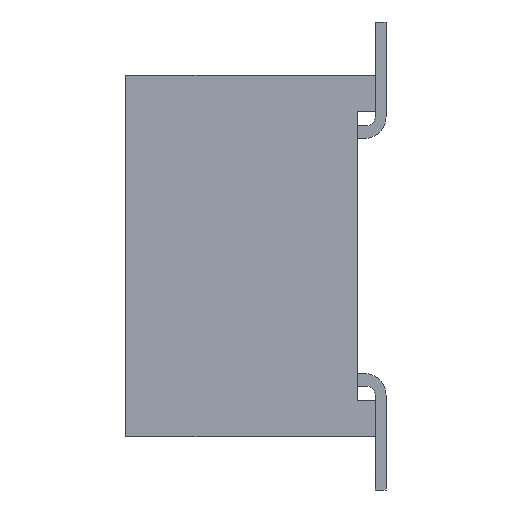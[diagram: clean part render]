
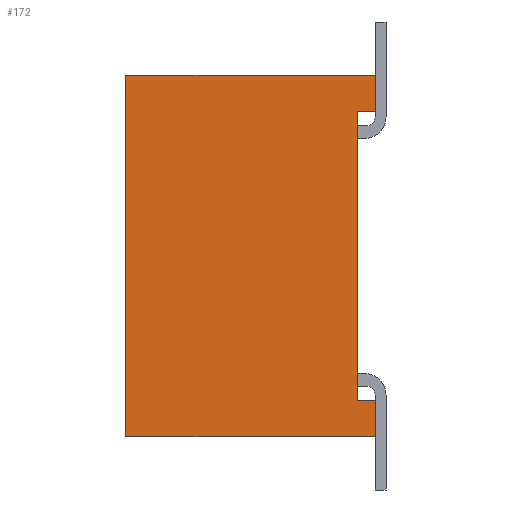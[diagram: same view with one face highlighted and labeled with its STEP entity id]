
A CAD part, left-side view. The second image highlights one B-rep face of the part: STEP entity #172.
In plain terms, the highlighted planar face has unit normal (-1, 0, 0).
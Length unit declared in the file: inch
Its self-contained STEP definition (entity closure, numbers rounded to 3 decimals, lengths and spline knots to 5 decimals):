
#172 = ADVANCED_FACE( '', ( #1364 ), #1365, .F. );
#1364 = FACE_OUTER_BOUND( '', #3876, .T. );
#1365 = PLANE( '', #3877 );
#3876 = EDGE_LOOP( '', ( #6522, #6523, #6524, #6525, #6526, #6527, #6528, #6529 ) );
#3877 = AXIS2_PLACEMENT_3D( '', #6530, #6531, #6532 );
#6522 = ORIENTED_EDGE( '', *, *, #16206, .T. );
#6523 = ORIENTED_EDGE( '', *, *, #16376, .T. );
#6524 = ORIENTED_EDGE( '', *, *, #16377, .F. );
#6525 = ORIENTED_EDGE( '', *, *, #16378, .F. );
#6526 = ORIENTED_EDGE( '', *, *, #16379, .T. );
#6527 = ORIENTED_EDGE( '', *, *, #16380, .T. );
#6528 = ORIENTED_EDGE( '', *, *, #16210, .T. );
#6529 = ORIENTED_EDGE( '', *, *, #16374, .T. );
#6530 = CARTESIAN_POINT( '', ( -1., 0.138, -0.1 ) );
#6531 = DIRECTION( '', ( 1., 0., 0. ) );
#6532 = DIRECTION( '', ( 0., 0., -1. ) );
#16206 = EDGE_CURVE( '', #19418, #19419, #19420, .T. );
#16210 = EDGE_CURVE( '', #19426, #19427, #19428, .T. );
#16374 = EDGE_CURVE( '', #19427, #19418, #19754, .T. );
#16376 = EDGE_CURVE( '', #19419, #19756, #19757, .T. );
#16377 = EDGE_CURVE( '', #19758, #19756, #19759, .T. );
#16378 = EDGE_CURVE( '', #19760, #19758, #19761, .T. );
#16379 = EDGE_CURVE( '', #19760, #19762, #19763, .T. );
#16380 = EDGE_CURVE( '', #19762, #19426, #19764, .T. );
#19418 = VERTEX_POINT( '', #24718 );
#19419 = VERTEX_POINT( '', #24719 );
#19420 = LINE( '', #24720, #24721 );
#19426 = VERTEX_POINT( '', #24730 );
#19427 = VERTEX_POINT( '', #24731 );
#19428 = LINE( '', #24732, #24733 );
#19754 = LINE( '', #25222, #25223 );
#19756 = VERTEX_POINT( '', #25226 );
#19757 = LINE( '', #25227, #25228 );
#19758 = VERTEX_POINT( '', #25229 );
#19759 = LINE( '', #25230, #25231 );
#19760 = VERTEX_POINT( '', #25232 );
#19761 = LINE( '', #25233, #25234 );
#19762 = VERTEX_POINT( '', #25235 );
#19763 = LINE( '', #25236, #25237 );
#19764 = LINE( '', #25238, #25239 );
#24718 = CARTESIAN_POINT( '', ( -1., 0.01, 0.08 ) );
#24719 = CARTESIAN_POINT( '', ( -1., 0., 0.08 ) );
#24720 = CARTESIAN_POINT( '', ( -1., 0.01, 0.08 ) );
#24721 = VECTOR( '', #33070, 39.37008 );
#24730 = CARTESIAN_POINT( '', ( -1., 0., -0.08 ) );
#24731 = CARTESIAN_POINT( '', ( -1., 0.01, -0.08 ) );
#24732 = CARTESIAN_POINT( '', ( -1., 0., -0.08 ) );
#24733 = VECTOR( '', #33074, 39.37008 );
#25222 = CARTESIAN_POINT( '', ( -1., 0.01, -0.08 ) );
#25223 = VECTOR( '', #33238, 39.37008 );
#25226 = CARTESIAN_POINT( '', ( -1., 0., 0.1 ) );
#25227 = CARTESIAN_POINT( '', ( -1., 0., -0.1 ) );
#25228 = VECTOR( '', #33240, 39.37008 );
#25229 = CARTESIAN_POINT( '', ( -1., 0.138, 0.1 ) );
#25230 = CARTESIAN_POINT( '', ( -1., 0.138, 0.1 ) );
#25231 = VECTOR( '', #33241, 39.37008 );
#25232 = CARTESIAN_POINT( '', ( -1., 0.138, -0.1 ) );
#25233 = CARTESIAN_POINT( '', ( -1., 0.138, -0.1 ) );
#25234 = VECTOR( '', #33242, 39.37008 );
#25235 = CARTESIAN_POINT( '', ( -1., 0., -0.1 ) );
#25236 = CARTESIAN_POINT( '', ( -1., 0.138, -0.1 ) );
#25237 = VECTOR( '', #33243, 39.37008 );
#25238 = CARTESIAN_POINT( '', ( -1., 0., -0.1 ) );
#25239 = VECTOR( '', #33244, 39.37008 );
#33070 = DIRECTION( '', ( 0., -1., 0. ) );
#33074 = DIRECTION( '', ( 0., 1., 0. ) );
#33238 = DIRECTION( '', ( 0., 0., 1. ) );
#33240 = DIRECTION( '', ( 0., 0., 1. ) );
#33241 = DIRECTION( '', ( 0., -1., 0. ) );
#33242 = DIRECTION( '', ( 0., 0., 1. ) );
#33243 = DIRECTION( '', ( 0., -1., 0. ) );
#33244 = DIRECTION( '', ( 0., 0., 1. ) );
